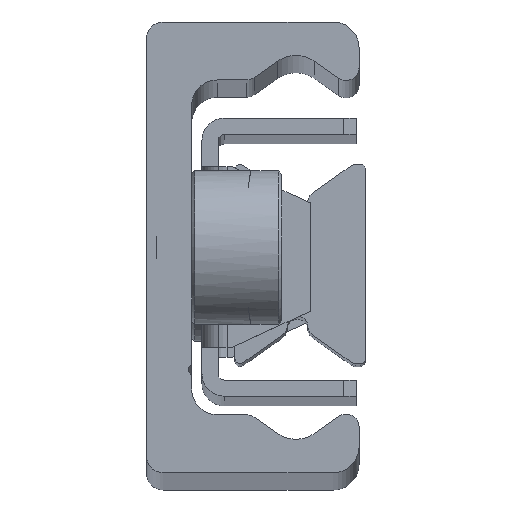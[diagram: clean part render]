
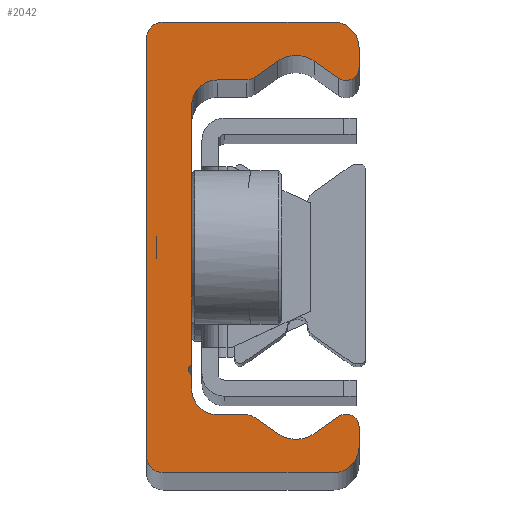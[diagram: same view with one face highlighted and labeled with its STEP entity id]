
A CAD part, top view. The second image highlights one B-rep face of the part: STEP entity #2042.
In plain terms, the highlighted planar face has unit normal (0, 0, 1).
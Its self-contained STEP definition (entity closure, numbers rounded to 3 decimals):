
#1110=CARTESIAN_POINT('',(0.0,16.2,770.0));
#1111=VERTEX_POINT('',#1110);
#1112=CARTESIAN_POINT('',(1.3,17.5,770.0));
#1113=VERTEX_POINT('',#1112);
#1114=CARTESIAN_POINT('',(1.3,16.2,770.0));
#1115=DIRECTION('',(0.0,0.0,-1.0));
#1116=DIRECTION('',(0.0,-1.0,0.0));
#1117=AXIS2_PLACEMENT_3D('',#1114,#1115,#1116);
#1118=CIRCLE('',#1117,1.3);
#1119=EDGE_CURVE('',#1111,#1113,#1118,.T.);
#1152=CARTESIAN_POINT('',(14.5,17.5,770.0));
#1153=VERTEX_POINT('',#1152);
#1154=CARTESIAN_POINT('',(1.3,17.5,770.0));
#1155=DIRECTION('',(1.0,0.0,0.0));
#1156=VECTOR('',#1155,13.2);
#1157=LINE('',#1154,#1156);
#1158=EDGE_CURVE('',#1113,#1153,#1157,.T.);
#1183=CARTESIAN_POINT('',(16.5,15.5,770.0));
#1184=VERTEX_POINT('',#1183);
#1185=CARTESIAN_POINT('',(14.5,15.5,770.0));
#1186=DIRECTION('',(0.0,0.0,-1.0));
#1187=DIRECTION('',(-1.0,0.0,0.0));
#1188=AXIS2_PLACEMENT_3D('',#1185,#1186,#1187);
#1189=CIRCLE('',#1188,2.);
#1190=EDGE_CURVE('',#1153,#1184,#1189,.T.);
#1216=CARTESIAN_POINT('',(16.5,13.946,770.0));
#1217=VERTEX_POINT('',#1216);
#1218=CARTESIAN_POINT('',(16.5,15.5,770.0));
#1219=DIRECTION('',(0.0,-1.0,0.0));
#1220=VECTOR('',#1219,1.554);
#1221=LINE('',#1218,#1220);
#1222=EDGE_CURVE('',#1184,#1217,#1221,.T.);
#1247=CARTESIAN_POINT('',(14.926,13.127,770.0));
#1248=VERTEX_POINT('',#1247);
#1249=CARTESIAN_POINT('',(15.5,13.946,770.0));
#1250=DIRECTION('',(0.0,0.0,-1.0));
#1251=DIRECTION('',(0.574,0.819,0.0));
#1252=AXIS2_PLACEMENT_3D('',#1249,#1250,#1251);
#1253=CIRCLE('',#1252,1.0);
#1254=EDGE_CURVE('',#1217,#1248,#1253,.T.);
#1280=CARTESIAN_POINT('',(13.034,14.452,770.0));
#1281=VERTEX_POINT('',#1280);
#1282=CARTESIAN_POINT('',(14.926,13.127,770.0));
#1283=DIRECTION('',(-0.819,0.574,0.0));
#1284=VECTOR('',#1283,2.31);
#1285=LINE('',#1282,#1284);
#1286=EDGE_CURVE('',#1248,#1281,#1285,.T.);
#1311=CARTESIAN_POINT('',(10.166,14.452,770.0));
#1312=VERTEX_POINT('',#1311);
#1313=CARTESIAN_POINT('',(11.6,12.404,770.0));
#1314=DIRECTION('',(0.0,0.0,1.0));
#1315=DIRECTION('',(0.574,0.819,0.0));
#1316=AXIS2_PLACEMENT_3D('',#1313,#1314,#1315);
#1317=CIRCLE('',#1316,2.5);
#1318=EDGE_CURVE('',#1281,#1312,#1317,.T.);
#1344=CARTESIAN_POINT('',(8.351,13.181,770.0));
#1345=VERTEX_POINT('',#1344);
#1346=CARTESIAN_POINT('',(10.166,14.452,770.0));
#1347=DIRECTION('',(-0.819,-0.574,0.0));
#1348=VECTOR('',#1347,2.216);
#1349=LINE('',#1346,#1348);
#1350=EDGE_CURVE('',#1312,#1345,#1349,.T.);
#1375=CARTESIAN_POINT('',(7.777,13.,770.0));
#1376=VERTEX_POINT('',#1375);
#1377=CARTESIAN_POINT('',(7.777,14.,770.0));
#1378=DIRECTION('',(0.0,0.0,-1.0));
#1379=DIRECTION('',(0.0,1.0,0.0));
#1380=AXIS2_PLACEMENT_3D('',#1377,#1378,#1379);
#1381=CIRCLE('',#1380,1.);
#1382=EDGE_CURVE('',#1345,#1376,#1381,.T.);
#1408=CARTESIAN_POINT('',(5.5,13.,770.0));
#1409=VERTEX_POINT('',#1408);
#1410=CARTESIAN_POINT('',(7.777,13.,770.0));
#1411=DIRECTION('',(-1.0,0.0,0.0));
#1412=VECTOR('',#1411,2.277);
#1413=LINE('',#1410,#1412);
#1414=EDGE_CURVE('',#1376,#1409,#1413,.T.);
#1439=CARTESIAN_POINT('',(3.5,11.,770.0));
#1440=VERTEX_POINT('',#1439);
#1441=CARTESIAN_POINT('',(5.5,11.,770.0));
#1442=DIRECTION('',(0.0,0.0,1.0));
#1443=DIRECTION('',(0.0,1.0,0.0));
#1444=AXIS2_PLACEMENT_3D('',#1441,#1442,#1443);
#1445=CIRCLE('',#1444,2.0);
#1446=EDGE_CURVE('',#1409,#1440,#1445,.T.);
#1472=CARTESIAN_POINT('',(3.5,-9.067,770.0));
#1473=VERTEX_POINT('',#1472);
#1474=CARTESIAN_POINT('',(3.5,11.,770.0));
#1475=DIRECTION('',(0.0,-1.0,0.0));
#1476=VECTOR('',#1475,20.067);
#1477=LINE('',#1474,#1476);
#1478=EDGE_CURVE('',#1440,#1473,#1477,.T.);
#1539=CARTESIAN_POINT('',(3.5,-9.933,770.0));
#1540=VERTEX_POINT('',#1539);
#1541=CARTESIAN_POINT('',(3.75,-9.5,770.0));
#1542=DIRECTION('',(0.0,0.0,1.0));
#1543=DIRECTION('',(-0.5,0.866,0.0));
#1544=AXIS2_PLACEMENT_3D('',#1541,#1542,#1543);
#1545=CIRCLE('',#1544,0.5);
#1546=EDGE_CURVE('',#1473,#1540,#1545,.T.);
#1572=CARTESIAN_POINT('',(3.5,-11.,770.0));
#1573=VERTEX_POINT('',#1572);
#1574=CARTESIAN_POINT('',(3.5,-9.933,770.0));
#1575=DIRECTION('',(0.0,-1.0,0.0));
#1576=VECTOR('',#1575,1.067);
#1577=LINE('',#1574,#1576);
#1578=EDGE_CURVE('',#1540,#1573,#1577,.T.);
#1603=CARTESIAN_POINT('',(5.5,-13.,770.0));
#1604=VERTEX_POINT('',#1603);
#1605=CARTESIAN_POINT('',(5.5,-11.,770.0));
#1606=DIRECTION('',(0.0,0.0,1.0));
#1607=DIRECTION('',(-1.0,0.0,0.0));
#1608=AXIS2_PLACEMENT_3D('',#1605,#1606,#1607);
#1609=CIRCLE('',#1608,2.0);
#1610=EDGE_CURVE('',#1573,#1604,#1609,.T.);
#1636=CARTESIAN_POINT('',(7.777,-13.,770.0));
#1637=VERTEX_POINT('',#1636);
#1638=CARTESIAN_POINT('',(5.5,-13.,770.0));
#1639=DIRECTION('',(1.0,0.0,0.0));
#1640=VECTOR('',#1639,2.277);
#1641=LINE('',#1638,#1640);
#1642=EDGE_CURVE('',#1604,#1637,#1641,.T.);
#1667=CARTESIAN_POINT('',(8.351,-13.181,770.0));
#1668=VERTEX_POINT('',#1667);
#1669=CARTESIAN_POINT('',(7.777,-14.0,770.0));
#1670=DIRECTION('',(0.0,0.0,-1.0));
#1671=DIRECTION('',(-0.574,-0.819,0.0));
#1672=AXIS2_PLACEMENT_3D('',#1669,#1670,#1671);
#1673=CIRCLE('',#1672,1.);
#1674=EDGE_CURVE('',#1637,#1668,#1673,.T.);
#1700=CARTESIAN_POINT('',(10.166,-14.452,770.0));
#1701=VERTEX_POINT('',#1700);
#1702=CARTESIAN_POINT('',(8.351,-13.181,770.0));
#1703=DIRECTION('',(0.819,-0.574,0.0));
#1704=VECTOR('',#1703,2.216);
#1705=LINE('',#1702,#1704);
#1706=EDGE_CURVE('',#1668,#1701,#1705,.T.);
#1731=CARTESIAN_POINT('',(13.034,-14.452,770.0));
#1732=VERTEX_POINT('',#1731);
#1733=CARTESIAN_POINT('',(11.6,-12.404,770.0));
#1734=DIRECTION('',(0.0,0.0,1.));
#1735=DIRECTION('',(-0.574,-0.819,0.0));
#1736=AXIS2_PLACEMENT_3D('',#1733,#1734,#1735);
#1737=CIRCLE('',#1736,2.5);
#1738=EDGE_CURVE('',#1701,#1732,#1737,.T.);
#1764=CARTESIAN_POINT('',(14.926,-13.127,770.0));
#1765=VERTEX_POINT('',#1764);
#1766=CARTESIAN_POINT('',(13.034,-14.452,770.0));
#1767=DIRECTION('',(0.819,0.574,0.0));
#1768=VECTOR('',#1767,2.31);
#1769=LINE('',#1766,#1768);
#1770=EDGE_CURVE('',#1732,#1765,#1769,.T.);
#1795=CARTESIAN_POINT('',(16.5,-13.946,770.0));
#1796=VERTEX_POINT('',#1795);
#1797=CARTESIAN_POINT('',(15.5,-13.946,770.0));
#1798=DIRECTION('',(0.0,0.0,-1.0));
#1799=DIRECTION('',(-1.0,0.0,0.0));
#1800=AXIS2_PLACEMENT_3D('',#1797,#1798,#1799);
#1801=CIRCLE('',#1800,1.0);
#1802=EDGE_CURVE('',#1765,#1796,#1801,.T.);
#1828=CARTESIAN_POINT('',(16.5,-15.5,770.0));
#1829=VERTEX_POINT('',#1828);
#1830=CARTESIAN_POINT('',(16.5,-13.946,770.0));
#1831=DIRECTION('',(0.0,-1.0,0.0));
#1832=VECTOR('',#1831,1.554);
#1833=LINE('',#1830,#1832);
#1834=EDGE_CURVE('',#1796,#1829,#1833,.T.);
#1859=CARTESIAN_POINT('',(14.5,-17.5,770.0));
#1860=VERTEX_POINT('',#1859);
#1861=CARTESIAN_POINT('',(14.5,-15.5,770.0));
#1862=DIRECTION('',(0.0,0.0,-1.0));
#1863=DIRECTION('',(0.0,1.0,0.0));
#1864=AXIS2_PLACEMENT_3D('',#1861,#1862,#1863);
#1865=CIRCLE('',#1864,2.);
#1866=EDGE_CURVE('',#1829,#1860,#1865,.T.);
#1892=CARTESIAN_POINT('',(1.3,-17.5,770.0));
#1893=VERTEX_POINT('',#1892);
#1894=CARTESIAN_POINT('',(14.5,-17.5,770.0));
#1895=DIRECTION('',(-1.0,0.0,0.0));
#1896=VECTOR('',#1895,13.2);
#1897=LINE('',#1894,#1896);
#1898=EDGE_CURVE('',#1860,#1893,#1897,.T.);
#1923=CARTESIAN_POINT('',(0.0,-16.2,770.0));
#1924=VERTEX_POINT('',#1923);
#1925=CARTESIAN_POINT('',(1.3,-16.2,770.0));
#1926=DIRECTION('',(0.0,0.0,-1.0));
#1927=DIRECTION('',(1.0,0.0,0.0));
#1928=AXIS2_PLACEMENT_3D('',#1925,#1926,#1927);
#1929=CIRCLE('',#1928,1.3);
#1930=EDGE_CURVE('',#1893,#1924,#1929,.T.);
#1956=CARTESIAN_POINT('',(0.0,-16.2,770.0));
#1957=DIRECTION('',(0.0,1.0,0.0));
#1958=VECTOR('',#1957,32.4);
#1959=LINE('',#1956,#1958);
#1960=EDGE_CURVE('',#1924,#1111,#1959,.T.);
#2009=CARTESIAN_POINT('',(5.957,-0.014,770.0));
#2010=DIRECTION('',(0.0,0.0,1.0));
#2011=DIRECTION('',(1.0,0.0,0.0));
#2012=AXIS2_PLACEMENT_3D('',#2009,#2010,#2011);
#2013=PLANE('',#2012);
#2014=ORIENTED_EDGE('',*,*,#1119,.F.);
#2015=ORIENTED_EDGE('',*,*,#1960,.F.);
#2016=ORIENTED_EDGE('',*,*,#1930,.F.);
#2017=ORIENTED_EDGE('',*,*,#1898,.F.);
#2018=ORIENTED_EDGE('',*,*,#1866,.F.);
#2019=ORIENTED_EDGE('',*,*,#1834,.F.);
#2020=ORIENTED_EDGE('',*,*,#1802,.F.);
#2021=ORIENTED_EDGE('',*,*,#1770,.F.);
#2022=ORIENTED_EDGE('',*,*,#1738,.F.);
#2023=ORIENTED_EDGE('',*,*,#1706,.F.);
#2024=ORIENTED_EDGE('',*,*,#1674,.F.);
#2025=ORIENTED_EDGE('',*,*,#1642,.F.);
#2026=ORIENTED_EDGE('',*,*,#1610,.F.);
#2027=ORIENTED_EDGE('',*,*,#1578,.F.);
#2028=ORIENTED_EDGE('',*,*,#1546,.F.);
#2029=ORIENTED_EDGE('',*,*,#1478,.F.);
#2030=ORIENTED_EDGE('',*,*,#1446,.F.);
#2031=ORIENTED_EDGE('',*,*,#1414,.F.);
#2032=ORIENTED_EDGE('',*,*,#1382,.F.);
#2033=ORIENTED_EDGE('',*,*,#1350,.F.);
#2034=ORIENTED_EDGE('',*,*,#1318,.F.);
#2035=ORIENTED_EDGE('',*,*,#1286,.F.);
#2036=ORIENTED_EDGE('',*,*,#1254,.F.);
#2037=ORIENTED_EDGE('',*,*,#1222,.F.);
#2038=ORIENTED_EDGE('',*,*,#1190,.F.);
#2039=ORIENTED_EDGE('',*,*,#1158,.F.);
#2040=EDGE_LOOP('',(#2014,#2015,#2016,#2017,#2018,#2019,#2020,#2021,#2022,#2023,#2024,#2025,#2026,#2027,#2028,#2029,#2030,#2031,#2032,#2033,#2034,#2035,#2036,#2037,#2038,#2039));
#2041=FACE_OUTER_BOUND('',#2040,.T.);
#2042=ADVANCED_FACE('',(#2041),#2013,.T.);
